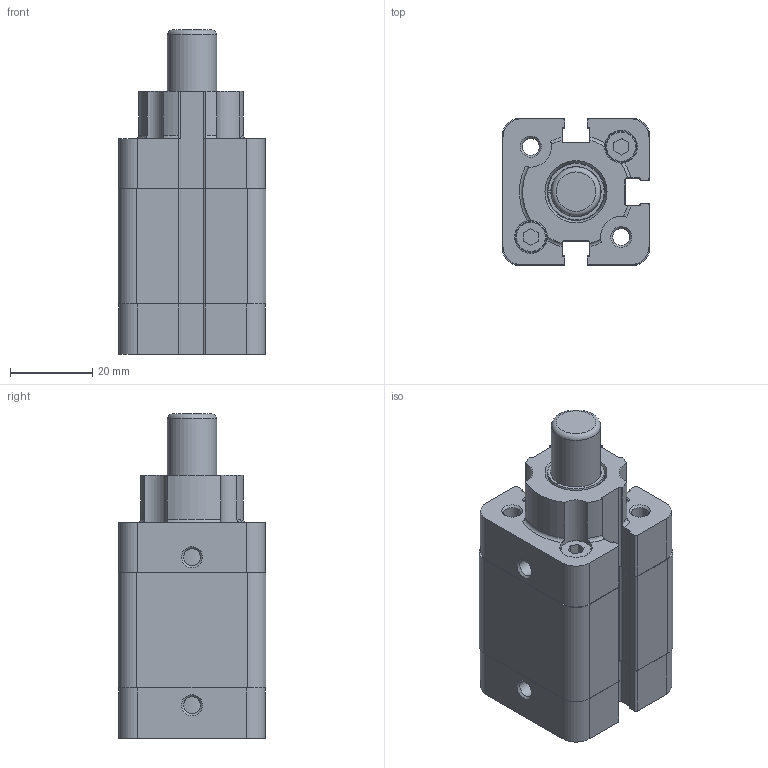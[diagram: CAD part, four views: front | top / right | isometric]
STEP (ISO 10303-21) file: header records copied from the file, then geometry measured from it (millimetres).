
FILE_DESCRIPTION (( 'STEP AP214' ), '1' );
FILE_NAME ('NYSE-020-015-280_Airtec.step', '2018-12-11T09:15:48', ( '' ), ( '' ), 'SwSTEP 2.0', 'SolidWorks 2010', '' );
FILE_SCHEMA (( 'AUTOMOTIVE_DESIGN' ));
Length unit declared in the file: millimetre
Products named in the file (3): NYSE-020-015-50_Airtec_NYSE-020-015-50_Airtec; 26-NYSE-020-015-07_Airtec_26-NYSE-020-015-07_Airtec; NYSE-020-015-280_Airtec
Assembly tree (2 placements, depth 2):
  NYSE-020-015-280_Airtec
    26-NYSE-020-015-07_Airtec_26-NYSE-020-015-07_Airtec
    NYSE-020-015-50_Airtec_NYSE-020-015-50_Airtec
Bounding box: 36 x 36 x 79 mm (x, y, z)
Volume: 52147.4 mm3; surface area: 22407 mm2
Topology: 2 solids, 6 shells, 337 faces, 845 edges, 540 vertices
Faces by surface type: plane 171, cylinder 125, cone 24, torus 17
Full cylindrical faces by diameter (mm): 4.134 x7, 5.9 x2, 6 x1, 7.5 x6, 7.55 x4, 8 x5, 12 x2, 20 x1
Entity records: 10918 total; most frequent: CARTESIAN_POINT 2293, DIRECTION 1724, ORIENTED_EDGE 1538, EDGE_CURVE 769, AXIS2_PLACEMENT_3D 629, VERTEX_POINT 524, LINE 466, VECTOR 466
